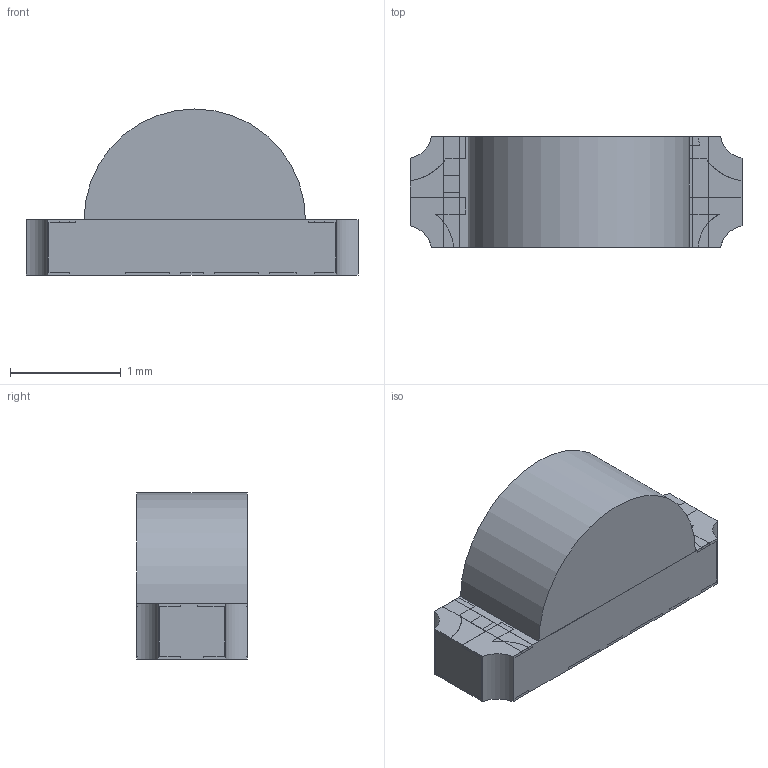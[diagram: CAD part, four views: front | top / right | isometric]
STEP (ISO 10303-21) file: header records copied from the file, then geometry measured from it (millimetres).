
FILE_DESCRIPTION (( 'STEP AP214' ), '1' );
FILE_NAME ('XZxxxxxx56W.STEP', '2023-10-19T17:28:46', ( '' ), ( '' ), 'SwSTEP 2.0', 'SolidWorks 2014', '' );
FILE_SCHEMA (( 'AUTOMOTIVE_DESIGN' ));
Length unit declared in the file: millimetre
Products named in the file (1): XZxxxxxx56W
Bounding box: 3 x 1 x 1.5 mm (x, y, z)
Volume: 3 mm3; surface area: 25.2 mm2
Topology: 12 solids, 12 shells, 192 faces, 498 edges, 332 vertices
Faces by surface type: plane 158, cylinder 34
Entity records: 5943 total; most frequent: CARTESIAN_POINT 1023, ORIENTED_EDGE 996, DIRECTION 952, EDGE_CURVE 498, LINE 430, VECTOR 430, VERTEX_POINT 332, AXIS2_PLACEMENT_3D 261
